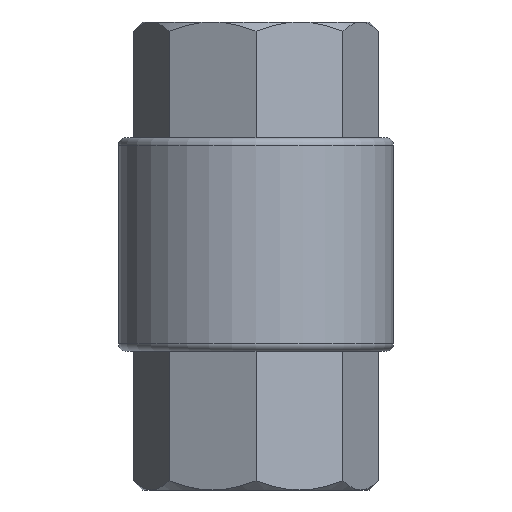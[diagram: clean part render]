
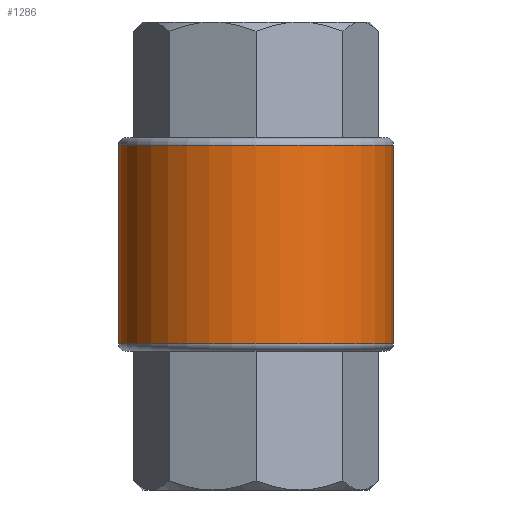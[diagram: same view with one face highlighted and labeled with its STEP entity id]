
A CAD part, front view. The second image highlights one B-rep face of the part: STEP entity #1286.
In plain terms, the highlighted cylindrical face has radius 28.5 mm (diameter 57 mm), a full revolution.
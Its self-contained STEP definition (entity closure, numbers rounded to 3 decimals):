
#71=CIRCLE('',#1402,28.5);
#72=CIRCLE('',#1403,28.5);
#134=CYLINDRICAL_SURFACE('',#1401,28.5);
#327=ORIENTED_EDGE('',*,*,#669,.F.);
#328=ORIENTED_EDGE('',*,*,#670,.F.);
#329=ORIENTED_EDGE('',*,*,#671,.T.);
#669=EDGE_CURVE('',#834,#834,#71,.T.);
#670=EDGE_CURVE('',#835,#835,#943,.T.);
#671=EDGE_CURVE('',#836,#836,#72,.T.);
#834=VERTEX_POINT('',#2034);
#835=VERTEX_POINT('',#2054);
#836=VERTEX_POINT('',#2056);
#943=B_SPLINE_CURVE_WITH_KNOTS('',3,(#2035,#2036,#2037,#2038,#2039,#2040,
#2041,#2042,#2043,#2044,#2045,#2046,#2047,#2048,#2049,#2050,#2051,#2052,
#2053),.UNSPECIFIED.,.T.,.F.,(1,1,1,1,1,1,1,1,1,1,1,1,1,1,1,1,1,1,1,1,1,
1,1),(-0.013,-0.009,-0.004,0.,
0.004,0.009,0.013,0.017,
0.022,0.026,0.03,0.035,
0.039,0.043,0.048,0.052,
0.056,0.061,0.065,0.069,
0.074,0.078,0.082),.UNSPECIFIED.);
#986=EDGE_LOOP('',(#327));
#987=EDGE_LOOP('',(#328));
#988=EDGE_LOOP('',(#329));
#1120=FACE_BOUND('',#986,.T.);
#1121=FACE_BOUND('',#987,.T.);
#1122=FACE_BOUND('',#988,.T.);
#1286=ADVANCED_FACE('',(#1120,#1121,#1122),#134,.T.);
#1401=AXIS2_PLACEMENT_3D('',#2032,#1602,#1603);
#1402=AXIS2_PLACEMENT_3D('',#2033,#1604,#1605);
#1403=AXIS2_PLACEMENT_3D('',#2055,#1606,#1607);
#1602=DIRECTION('',(0.,0.,-1.));
#1603=DIRECTION('',(-1.,0.,0.));
#1604=DIRECTION('',(0.,0.,-1.));
#1605=DIRECTION('',(-1.,0.,0.));
#1606=DIRECTION('',(0.,0.,-1.));
#1607=DIRECTION('',(-1.,0.,0.));
#2032=CARTESIAN_POINT('',(0.,0.,-19.7));
#2033=CARTESIAN_POINT('',(0.,0.,-18.2));
#2034=CARTESIAN_POINT('',(-28.5,0.,-18.2));
#2035=CARTESIAN_POINT('',(4.347,28.267,-10.415));
#2036=CARTESIAN_POINT('',(0.004,28.617,-11.294));
#2037=CARTESIAN_POINT('',(-4.364,28.265,-10.41));
#2038=CARTESIAN_POINT('',(-7.98,27.422,-7.969));
#2039=CARTESIAN_POINT('',(-10.409,26.55,-4.358));
#2040=CARTESIAN_POINT('',(-11.294,26.163,-0.011));
#2041=CARTESIAN_POINT('',(-10.414,26.548,4.356));
#2042=CARTESIAN_POINT('',(-7.973,27.424,7.977));
#2043=CARTESIAN_POINT('',(-4.355,28.265,10.411));
#2044=CARTESIAN_POINT('',(-0.005,28.617,11.294));
#2045=CARTESIAN_POINT('',(4.355,28.266,10.414));
#2046=CARTESIAN_POINT('',(7.983,27.421,7.969));
#2047=CARTESIAN_POINT('',(10.414,26.548,4.349));
#2048=CARTESIAN_POINT('',(11.294,26.163,-0.003));
#2049=CARTESIAN_POINT('',(10.41,26.549,-4.361));
#2050=CARTESIAN_POINT('',(7.973,27.424,-7.978));
#2051=CARTESIAN_POINT('',(4.347,28.267,-10.415));
#2052=CARTESIAN_POINT('',(0.004,28.617,-11.294));
#2053=CARTESIAN_POINT('',(-4.364,28.265,-10.41));
#2054=CARTESIAN_POINT('',(0.,28.5,-11.));
#2055=CARTESIAN_POINT('',(0.,0.,23.));
#2056=CARTESIAN_POINT('',(-28.5,0.,23.));
